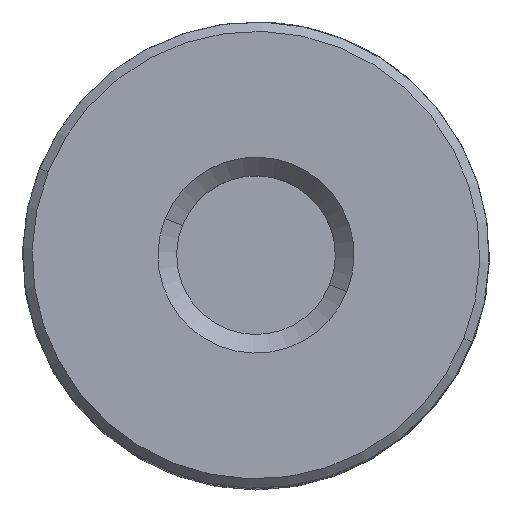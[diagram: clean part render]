
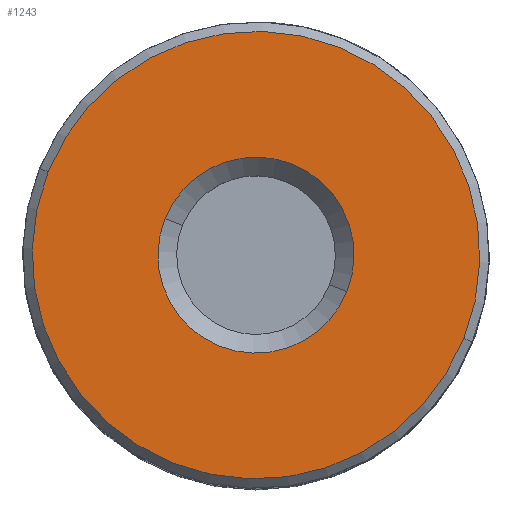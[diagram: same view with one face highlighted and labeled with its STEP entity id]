
A CAD part, top view. The second image highlights one B-rep face of the part: STEP entity #1243.
In plain terms, the highlighted face is planar.
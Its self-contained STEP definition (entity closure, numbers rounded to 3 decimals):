
#36 = EDGE_CURVE ( 'NONE', #1047, #2677, #1102, .T. ) ;
#53 = PLANE ( 'NONE',  #1537 ) ;
#70 = DIRECTION ( 'NONE',  ( 1., 0., 0. ) ) ;
#131 = DIRECTION ( 'NONE',  ( 0., 0., -1. ) ) ;
#154 = EDGE_LOOP ( 'NONE', ( #584, #2854 ) ) ;
#187 = CARTESIAN_POINT ( 'NONE',  ( 5.25, 0., 0. ) ) ;
#213 = FACE_BOUND ( 'NONE', #811, .T. ) ;
#289 = DIRECTION ( 'NONE',  ( 1., 0., 0. ) ) ;
#508 = DIRECTION ( 'NONE',  ( 1., 0., 0. ) ) ;
#584 = ORIENTED_EDGE ( 'NONE', *, *, #936, .T. ) ;
#623 = DIRECTION ( 'NONE',  ( 0., 0., -1. ) ) ;
#662 = VERTEX_POINT ( 'NONE', #1241 ) ;
#773 = CARTESIAN_POINT ( 'NONE',  ( 0., 0., 0. ) ) ;
#801 = DIRECTION ( 'NONE',  ( 0., 0., 1. ) ) ;
#811 = EDGE_LOOP ( 'NONE', ( #1362, #1753 ) ) ;
#902 = EDGE_CURVE ( 'NONE', #662, #1451, #2123, .T. ) ;
#916 = CIRCLE ( 'NONE', #1303, 11.99 ) ;
#936 = EDGE_CURVE ( 'NONE', #1451, #662, #916, .T. ) ;
#1001 = CARTESIAN_POINT ( 'NONE',  ( 0., 0., 0. ) ) ;
#1019 = CARTESIAN_POINT ( 'NONE',  ( 0., 0., 0. ) ) ;
#1044 = AXIS2_PLACEMENT_3D ( 'NONE', #1083, #623, #1129 ) ;
#1047 = VERTEX_POINT ( 'NONE', #2780 ) ;
#1083 = CARTESIAN_POINT ( 'NONE',  ( 0., 0., 0. ) ) ;
#1102 = CIRCLE ( 'NONE', #1959, 5.25 ) ;
#1129 = DIRECTION ( 'NONE',  ( 1., 0., 0. ) ) ;
#1241 = CARTESIAN_POINT ( 'NONE',  ( -11.99, 0., 0. ) ) ;
#1243 = ADVANCED_FACE ( 'NONE', ( #213, #2629 ), #53, .F. ) ;
#1303 = AXIS2_PLACEMENT_3D ( 'NONE', #2738, #131, #1769 ) ;
#1362 = ORIENTED_EDGE ( 'NONE', *, *, #36, .T. ) ;
#1451 = VERTEX_POINT ( 'NONE', #2234 ) ;
#1537 = AXIS2_PLACEMENT_3D ( 'NONE', #773, #1693, #289 ) ;
#1693 = DIRECTION ( 'NONE',  ( 0., 0., 1. ) ) ;
#1699 = DIRECTION ( 'NONE',  ( 0., 0., 1. ) ) ;
#1753 = ORIENTED_EDGE ( 'NONE', *, *, #2831, .T. ) ;
#1769 = DIRECTION ( 'NONE',  ( 1., 0., 0. ) ) ;
#1924 = AXIS2_PLACEMENT_3D ( 'NONE', #1001, #1699, #508 ) ;
#1959 = AXIS2_PLACEMENT_3D ( 'NONE', #1019, #801, #70 ) ;
#2123 = CIRCLE ( 'NONE', #1044, 11.99 ) ;
#2234 = CARTESIAN_POINT ( 'NONE',  ( 11.99, 0., 0. ) ) ;
#2408 = CIRCLE ( 'NONE', #1924, 5.25 ) ;
#2629 = FACE_OUTER_BOUND ( 'NONE', #154, .T. ) ;
#2677 = VERTEX_POINT ( 'NONE', #187 ) ;
#2738 = CARTESIAN_POINT ( 'NONE',  ( 0., 0., 0. ) ) ;
#2780 = CARTESIAN_POINT ( 'NONE',  ( -5.25, 0., 0. ) ) ;
#2831 = EDGE_CURVE ( 'NONE', #2677, #1047, #2408, .T. ) ;
#2854 = ORIENTED_EDGE ( 'NONE', *, *, #902, .T. ) ;
